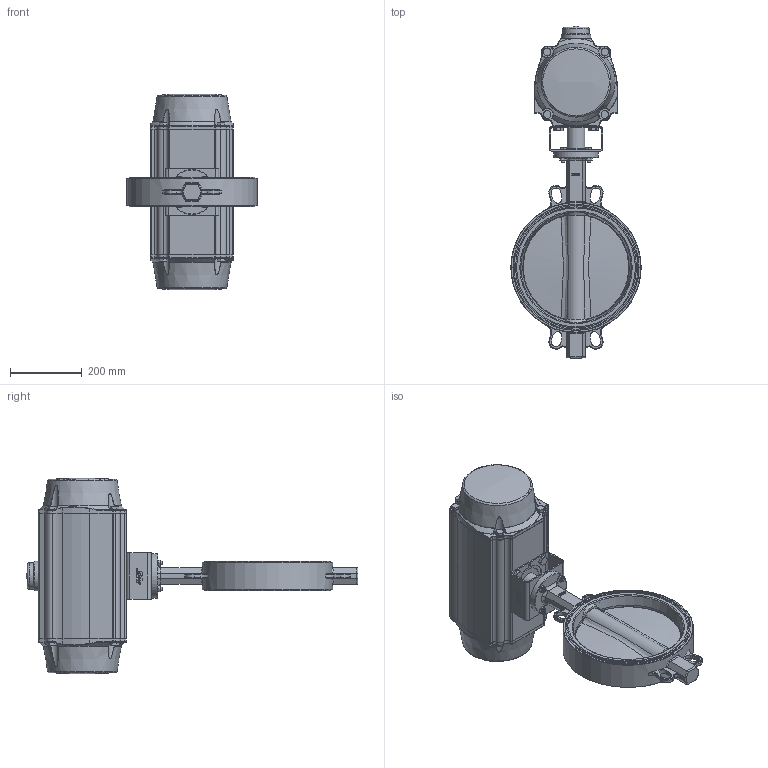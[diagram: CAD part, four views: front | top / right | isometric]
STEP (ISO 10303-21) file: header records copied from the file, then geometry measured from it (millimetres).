
FILE_DESCRIPTION(/* description */ ('Unknown'),/* implementation_level */ '2;1');
FILE_NAME(/* name */ 'FR08 5100_5110_5120-17',/* time_stamp */ '2025-04-15T09:36:17+02:00',/* author */ ('Unknown'),/* organization */ ('Unknown'),/* preprocessor_version */ 'ST-DEVELOPER v19.4',/* originating_system */ 'Solid Edge',/* authorisation */ 'Unknown');
FILE_SCHEMA (('AUTOMOTIVE_DESIGN {1 0 10303 214 3 1 1}'));
Products named in the file (18): FR08 5100_5110_5120-17; WAFER-DN300; DN300概极; seat; disc; shaft1; shaft2; bushing1; 49899021_Brücke F14-F10 Höhe 70; 49860602_Spindeladapter SW36x25_Tasche SW22x22; DW09_FR08_(DW1277_FR936); KP-200; hexagon head bolts--product grade c gb_GB_FASTENER_BOLT_HHBC M14X60-N; cup head nib bolts with large head gb_GB_FASTENER_BOLT_CHNBW M6X25-N; __________; DIN 933 M10x35 A2-70 BLK_EDST; M16x30; WUERTH 032210 hexagonal nut DIN 934  M10 A2 BLK_EDST
Assembly tree (34 placements, depth 3):
  FR08 5100_5110_5120-17
    WAFER-DN300
      DN300概极
      seat
      disc
      shaft1
      shaft2
      bushing1  x2
    49899021_Brücke F14-F10 Höhe 70
    49860602_Spindeladapter SW36x25_Tasche SW22x22
    DW09_FR08_(DW1277_FR936)
      KP-200
      hexagon head bolts--product grade c gb_GB_FASTENER_BOLT_HHBC M14X60-N  x8
      cup head nib bolts with large head gb_GB_FASTENER_BOLT_CHNBW M6X25-N
      __________
    DIN 933 M10x35 A2-70 BLK_EDST  x4
    M16x30  x4
    WUERTH 032210 hexagonal nut DIN 934  M10 A2 BLK_EDST  x4
Bounding box: 364 x 926.9 x 547.1 mm (x, y, z)
Volume: 29229891.9 mm3; surface area: 1613080.2 mm2
Topology: 32 solids, 32 shells, 1735 faces, 4259 edges, 2672 vertices
Faces by surface type: plane 760, cylinder 333, bspline 299, cone 197, torus 143, sphere 3
Full cylindrical faces by diameter (mm): 4.2 x12, 4.66 x1, 5 x1, 6 x1, 6.2 x1, 6.8 x1, 8.376 x4, 10 x4, 11 x4, 11.8 x2, 12 x12, 14 x12, 16 x4, 17 x8, 22 x1, 27.5 x1, 31.6 x5, 31.8 x1, 31.9 x2, 38.1 x4, 38.15 x2, 45 x2, 48 x1, 50 x1, 51.8 x1, 56.5 x1, 58.7 x1, 69 x1, 70 x1, 71 x1
Entity records: 56508 total; most frequent: CARTESIAN_POINT 23911, ORIENTED_EDGE 6652, DIRECTION 5922, EDGE_CURVE 3326, AXIS2_PLACEMENT_3D 2209, VERTEX_POINT 2201, FACE_BOUND 1757, EDGE_LOOP 1728
